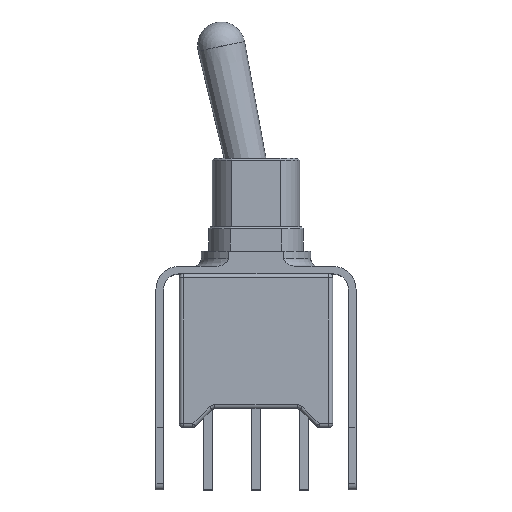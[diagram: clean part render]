
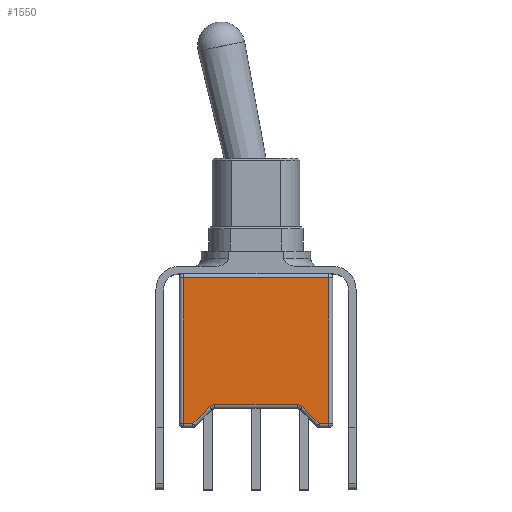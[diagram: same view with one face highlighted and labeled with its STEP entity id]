
A CAD part, top view. The second image highlights one B-rep face of the part: STEP entity #1550.
In plain terms, the highlighted planar face has unit normal (0, 0, 1).
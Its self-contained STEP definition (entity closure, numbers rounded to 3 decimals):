
#33 = DIRECTION ( 'NONE',  ( 0., -1., 0. ) ) ;
#70 = VECTOR ( 'NONE', #601, 1000. ) ;
#96 = EDGE_CURVE ( 'NONE', #4370, #1168, #4145, .T. ) ;
#121 = AXIS2_PLACEMENT_3D ( 'NONE', #3173, #5393, #1281 ) ;
#142 = ORIENTED_EDGE ( 'NONE', *, *, #2973, .T. ) ;
#249 = EDGE_CURVE ( 'NONE', #3760, #5662, #4668, .T. ) ;
#320 = EDGE_CURVE ( 'NONE', #2408, #575, #1462, .T. ) ;
#432 = CARTESIAN_POINT ( 'NONE',  ( 2.167, 0.8, 2.5 ) ) ;
#483 = VERTEX_POINT ( 'NONE', #2723 ) ;
#547 = AXIS2_PLACEMENT_3D ( 'NONE', #432, #1697, #2202 ) ;
#552 = ORIENTED_EDGE ( 'NONE', *, *, #5729, .T. ) ;
#575 = VERTEX_POINT ( 'NONE', #3595 ) ;
#576 = EDGE_CURVE ( 'NONE', #3760, #1168, #1943, .T. ) ;
#587 = ORIENTED_EDGE ( 'NONE', *, *, #576, .F. ) ;
#601 = DIRECTION ( 'NONE',  ( 0.707, -0.707, 0. ) ) ;
#648 = DIRECTION ( 'NONE',  ( -1., 0., 0. ) ) ;
#703 = CARTESIAN_POINT ( 'NONE',  ( 0., 7.9, 2.5 ) ) ;
#733 = CARTESIAN_POINT ( 'NONE',  ( -3.333, 0.2, 2.5 ) ) ;
#761 = CARTESIAN_POINT ( 'NONE',  ( 2.45, 1.083, 2.5 ) ) ;
#980 = CARTESIAN_POINT ( 'NONE',  ( 2.25, 1.2, 2.5 ) ) ;
#1046 = CARTESIAN_POINT ( 'NONE',  ( 4.05, 0.2, 2.5 ) ) ;
#1049 = EDGE_CURVE ( 'NONE', #575, #1174, #1477, .T. ) ;
#1126 = LINE ( 'NONE', #703, #5040 ) ;
#1168 = VERTEX_POINT ( 'NONE', #4836 ) ;
#1174 = VERTEX_POINT ( 'NONE', #2526 ) ;
#1281 = DIRECTION ( 'NONE',  ( 1., 0., 0. ) ) ;
#1350 = CARTESIAN_POINT ( 'NONE',  ( -3.85, 0., 2.5 ) ) ;
#1367 = CARTESIAN_POINT ( 'NONE',  ( -3.85, 7.9, 2.5 ) ) ;
#1405 = DIRECTION ( 'NONE',  ( 1., 0., 0. ) ) ;
#1462 = LINE ( 'NONE', #1046, #3474 ) ;
#1477 = LINE ( 'NONE', #2500, #3200 ) ;
#1533 = DIRECTION ( 'NONE',  ( 1., 0., 0. ) ) ;
#1550 = ADVANCED_FACE ( 'NONE', ( #4327 ), #5707, .T. ) ;
#1599 = DIRECTION ( 'NONE',  ( 0., 0., 1. ) ) ;
#1644 = VERTEX_POINT ( 'NONE', #1367 ) ;
#1672 = AXIS2_PLACEMENT_3D ( 'NONE', #5740, #1599, #3950 ) ;
#1697 = DIRECTION ( 'NONE',  ( 0., 0., 1. ) ) ;
#1902 = DIRECTION ( 'NONE',  ( 0.707, 0.707, 0. ) ) ;
#1943 = CIRCLE ( 'NONE', #121, 0.4 ) ;
#1956 = ORIENTED_EDGE ( 'NONE', *, *, #4387, .T. ) ;
#2036 = ORIENTED_EDGE ( 'NONE', *, *, #96, .T. ) ;
#2084 = CIRCLE ( 'NONE', #547, 0.4 ) ;
#2142 = ORIENTED_EDGE ( 'NONE', *, *, #320, .T. ) ;
#2147 = LINE ( 'NONE', #2854, #70 ) ;
#2202 = DIRECTION ( 'NONE',  ( 1., 0., 0. ) ) ;
#2226 = LINE ( 'NONE', #4991, #5731 ) ;
#2241 = VECTOR ( 'NONE', #33, 1000. ) ;
#2399 = ORIENTED_EDGE ( 'NONE', *, *, #5156, .T. ) ;
#2408 = VERTEX_POINT ( 'NONE', #3499 ) ;
#2500 = CARTESIAN_POINT ( 'NONE',  ( 3.85, 8.1, 2.5 ) ) ;
#2512 = VECTOR ( 'NONE', #1902, 1000. ) ;
#2526 = CARTESIAN_POINT ( 'NONE',  ( 3.85, 7.9, 2.5 ) ) ;
#2590 = CARTESIAN_POINT ( 'NONE',  ( 2.167, 1.2, 2.5 ) ) ;
#2723 = CARTESIAN_POINT ( 'NONE',  ( -3.85, 0.2, 2.5 ) ) ;
#2854 = CARTESIAN_POINT ( 'NONE',  ( 3.391, 0.141, 2.5 ) ) ;
#2973 = EDGE_CURVE ( 'NONE', #1644, #483, #5462, .T. ) ;
#3101 = DIRECTION ( 'NONE',  ( 1., 0., 0. ) ) ;
#3173 = CARTESIAN_POINT ( 'NONE',  ( -2.167, 0.8, 2.5 ) ) ;
#3200 = VECTOR ( 'NONE', #4306, 1000. ) ;
#3474 = VECTOR ( 'NONE', #1405, 1000. ) ;
#3499 = CARTESIAN_POINT ( 'NONE',  ( 3.333, 0.2, 2.5 ) ) ;
#3595 = CARTESIAN_POINT ( 'NONE',  ( 3.85, 0.2, 2.5 ) ) ;
#3760 = VERTEX_POINT ( 'NONE', #4947 ) ;
#3950 = DIRECTION ( 'NONE',  ( 1., 0., 0. ) ) ;
#4145 = LINE ( 'NONE', #5021, #2512 ) ;
#4243 = ORIENTED_EDGE ( 'NONE', *, *, #1049, .T. ) ;
#4306 = DIRECTION ( 'NONE',  ( 0., 1., 0. ) ) ;
#4327 = FACE_OUTER_BOUND ( 'NONE', #4486, .T. ) ;
#4339 = VECTOR ( 'NONE', #1533, 1000. ) ;
#4370 = VERTEX_POINT ( 'NONE', #733 ) ;
#4387 = EDGE_CURVE ( 'NONE', #1174, #1644, #1126, .T. ) ;
#4486 = EDGE_LOOP ( 'NONE', ( #142, #552, #2036, #587, #5262, #5039, #2399, #2142, #4243, #1956 ) ) ;
#4668 = LINE ( 'NONE', #980, #4339 ) ;
#4836 = CARTESIAN_POINT ( 'NONE',  ( -2.45, 1.083, 2.5 ) ) ;
#4947 = CARTESIAN_POINT ( 'NONE',  ( -2.167, 1.2, 2.5 ) ) ;
#4991 = CARTESIAN_POINT ( 'NONE',  ( 0., 0.2, 2.5 ) ) ;
#5021 = CARTESIAN_POINT ( 'NONE',  ( -2.391, 1.141, 2.5 ) ) ;
#5039 = ORIENTED_EDGE ( 'NONE', *, *, #5752, .F. ) ;
#5040 = VECTOR ( 'NONE', #648, 1000. ) ;
#5156 = EDGE_CURVE ( 'NONE', #5698, #2408, #2147, .T. ) ;
#5262 = ORIENTED_EDGE ( 'NONE', *, *, #249, .T. ) ;
#5393 = DIRECTION ( 'NONE',  ( 0., 0., 1. ) ) ;
#5462 = LINE ( 'NONE', #1350, #2241 ) ;
#5662 = VERTEX_POINT ( 'NONE', #2590 ) ;
#5698 = VERTEX_POINT ( 'NONE', #761 ) ;
#5707 = PLANE ( 'NONE',  #1672 ) ;
#5729 = EDGE_CURVE ( 'NONE', #483, #4370, #2226, .T. ) ;
#5731 = VECTOR ( 'NONE', #3101, 1000. ) ;
#5740 = CARTESIAN_POINT ( 'NONE',  ( 0., 0., 2.5 ) ) ;
#5752 = EDGE_CURVE ( 'NONE', #5698, #5662, #2084, .T. ) ;
